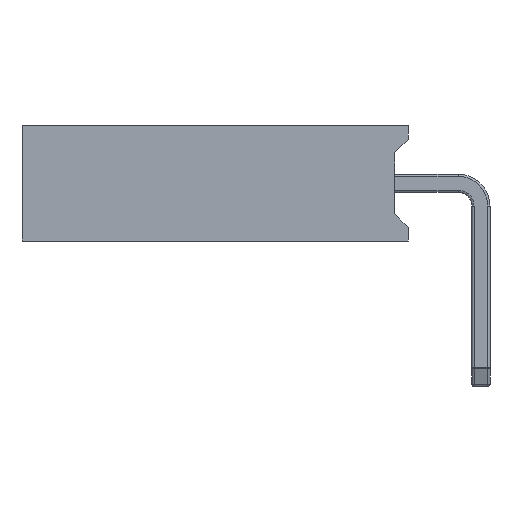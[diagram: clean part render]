
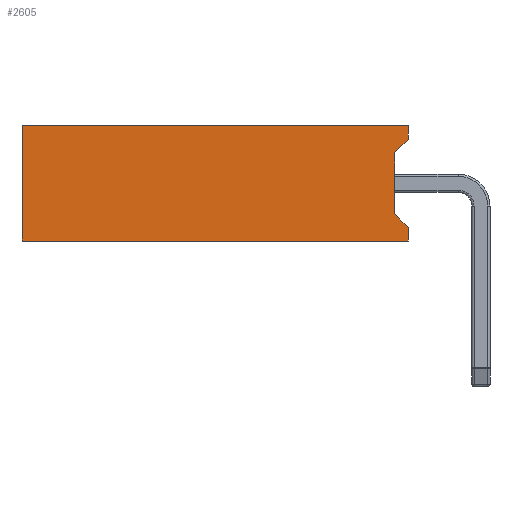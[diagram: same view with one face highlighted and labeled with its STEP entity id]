
A CAD part, left-side view. The second image highlights one B-rep face of the part: STEP entity #2605.
In plain terms, the highlighted planar face has unit normal (-1, 0, 0).
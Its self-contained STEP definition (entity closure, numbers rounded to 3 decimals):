
#98=PLANE('',#2843);
#173=FACE_OUTER_BOUND('',#336,.T.);
#336=EDGE_LOOP('',(#1705,#1706,#1707,#1708,#1709,#1710,#1711,#1712));
#503=LINE('',#4082,#701);
#507=LINE('',#4090,#705);
#513=LINE('',#4105,#711);
#524=LINE('',#4125,#722);
#525=LINE('',#4128,#723);
#528=LINE('',#4134,#726);
#529=LINE('',#4136,#727);
#530=LINE('',#4137,#728);
#701=VECTOR('',#3224,10.);
#705=VECTOR('',#3230,10.);
#711=VECTOR('',#3242,10.);
#722=VECTOR('',#3259,10.);
#723=VECTOR('',#3262,10.);
#726=VECTOR('',#3267,10.);
#727=VECTOR('',#3268,10.);
#728=VECTOR('',#3269,10.);
#1055=VERTEX_POINT('',#4080);
#1056=VERTEX_POINT('',#4081);
#1059=VERTEX_POINT('',#4089);
#1065=VERTEX_POINT('',#4104);
#1071=VERTEX_POINT('',#4123);
#1072=VERTEX_POINT('',#4127);
#1074=VERTEX_POINT('',#4133);
#1075=VERTEX_POINT('',#4135);
#1279=EDGE_CURVE('',#1055,#1056,#503,.T.);
#1283=EDGE_CURVE('',#1059,#1056,#507,.T.);
#1291=EDGE_CURVE('',#1059,#1065,#513,.T.);
#1302=EDGE_CURVE('',#1055,#1071,#524,.T.);
#1303=EDGE_CURVE('',#1072,#1065,#525,.T.);
#1306=EDGE_CURVE('',#1071,#1074,#528,.T.);
#1307=EDGE_CURVE('',#1075,#1074,#529,.T.);
#1308=EDGE_CURVE('',#1072,#1075,#530,.T.);
#1705=ORIENTED_EDGE('',*,*,#1283,.T.);
#1706=ORIENTED_EDGE('',*,*,#1279,.F.);
#1707=ORIENTED_EDGE('',*,*,#1302,.T.);
#1708=ORIENTED_EDGE('',*,*,#1306,.T.);
#1709=ORIENTED_EDGE('',*,*,#1307,.F.);
#1710=ORIENTED_EDGE('',*,*,#1308,.F.);
#1711=ORIENTED_EDGE('',*,*,#1303,.T.);
#1712=ORIENTED_EDGE('',*,*,#1291,.F.);
#2605=ADVANCED_FACE('',(#173),#98,.T.);
#2843=AXIS2_PLACEMENT_3D('',#4132,#3265,#3266);
#3224=DIRECTION('',(0.,0.707,-0.707));
#3230=DIRECTION('',(0.,0.,1.));
#3242=DIRECTION('',(0.,-0.707,-0.707));
#3259=DIRECTION('',(0.,0.,1.));
#3262=DIRECTION('',(0.,0.,1.));
#3265=DIRECTION('center_axis',(-1.,0.,0.));
#3266=DIRECTION('ref_axis',(0.,0.,
1.));
#3267=DIRECTION('',(0.,1.,0.));
#3268=DIRECTION('',(0.,0.,1.));
#3269=DIRECTION('',(0.,1.,0.));
#4080=CARTESIAN_POINT('',(-1.27,1.6,2.24));
#4081=CARTESIAN_POINT('',(-1.27,1.9,1.94));
#4082=CARTESIAN_POINT('',(-1.27,2.235,1.605));
#4089=CARTESIAN_POINT('',(-1.27,1.9,0.6));
#4090=CARTESIAN_POINT('',(-1.27,1.9,0.635));
#4104=CARTESIAN_POINT('',(-1.27,1.6,0.3));
#4105=CARTESIAN_POINT('',(-1.27,1.6,0.3));
#4123=CARTESIAN_POINT('',(-1.27,1.6,2.54));
#4125=CARTESIAN_POINT('',(-1.27,1.6,0.));
#4127=CARTESIAN_POINT('',(-1.27,1.6,0.));
#4128=CARTESIAN_POINT('',(-1.27,1.6,0.));
#4132=CARTESIAN_POINT('Origin',(-1.27,1.6,0.));
#4133=CARTESIAN_POINT('',(-1.27,10.1,2.54));
#4134=CARTESIAN_POINT('',(-1.27,1.6,2.54));
#4135=CARTESIAN_POINT('',(-1.27,10.1,0.));
#4136=CARTESIAN_POINT('',(-1.27,10.1,0.));
#4137=CARTESIAN_POINT('',(-1.27,1.6,0.));
